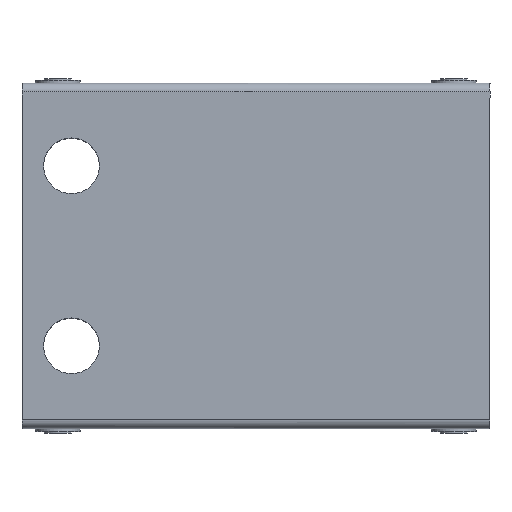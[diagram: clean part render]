
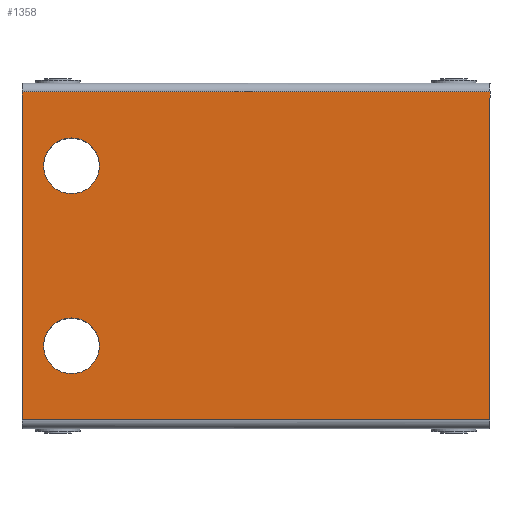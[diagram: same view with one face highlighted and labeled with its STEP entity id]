
A CAD part, top view. The second image highlights one B-rep face of the part: STEP entity #1358.
In plain terms, the highlighted planar face has unit normal (0, 0, 1).
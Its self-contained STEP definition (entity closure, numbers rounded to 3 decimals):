
#88=FACE_OUTER_BOUND('',#310,.F.);
#259=FACE_BOUND('',#308,.F.);
#260=FACE_BOUND('',#309,.F.);
#308=EDGE_LOOP('',(#561,#562));
#309=EDGE_LOOP('',(#563,#564));
#310=EDGE_LOOP('',(#565,#566,#567,#568));
#561=ORIENTED_EDGE('',*,*,#2352,.T.);
#562=ORIENTED_EDGE('',*,*,#2351,.T.);
#563=ORIENTED_EDGE('',*,*,#2348,.T.);
#564=ORIENTED_EDGE('',*,*,#2347,.T.);
#565=ORIENTED_EDGE('',*,*,#2362,.T.);
#566=ORIENTED_EDGE('',*,*,#2334,.T.);
#567=ORIENTED_EDGE('',*,*,#2380,.T.);
#568=ORIENTED_EDGE('',*,*,#2329,.T.);
#1358=ADVANCED_FACE('',(#259,#260,#88),#1524,.T.);
#1524=PLANE('',#3233);
#1642=LINE('',#4656,#1889);
#1644=LINE('',#4661,#1891);
#1652=LINE('',#4689,#1899);
#1670=LINE('',#4707,#1917);
#1889=VECTOR('',#3437,52.);
#1891=VECTOR('',#3445,52.);
#1899=VECTOR('',#3493,36.4);
#1917=VECTOR('',#3511,36.4);
#2151=CIRCLE('',#3074,3.1);
#2152=CIRCLE('',#3075,3.1);
#2155=CIRCLE('',#3078,3.1);
#2156=CIRCLE('',#3079,3.1);
#2329=EDGE_CURVE('',#2994,#2990,#1642,.T.);
#2334=EDGE_CURVE('',#2986,#2988,#1644,.T.);
#2347=EDGE_CURVE('',#2972,#2971,#2151,.T.);
#2348=EDGE_CURVE('',#2971,#2972,#2152,.T.);
#2351=EDGE_CURVE('',#2968,#2967,#2155,.T.);
#2352=EDGE_CURVE('',#2967,#2968,#2156,.T.);
#2362=EDGE_CURVE('',#2990,#2986,#1652,.T.);
#2380=EDGE_CURVE('',#2988,#2994,#1670,.T.);
#2967=VERTEX_POINT('',#4580);
#2968=VERTEX_POINT('',#4581);
#2971=VERTEX_POINT('',#4584);
#2972=VERTEX_POINT('',#4585);
#2986=VERTEX_POINT('',#4599);
#2988=VERTEX_POINT('',#4601);
#2990=VERTEX_POINT('',#4603);
#2994=VERTEX_POINT('',#4607);
#3074=AXIS2_PLACEMENT_3D('',#4674,#3470,#3471);
#3075=AXIS2_PLACEMENT_3D('',#4675,#3472,#3473);
#3078=AXIS2_PLACEMENT_3D('',#4678,#3478,#3479);
#3079=AXIS2_PLACEMENT_3D('',#4679,#3480,#3481);
#3233=AXIS2_PLACEMENT_3D('',#5064,#4019,#4020);
#3437=DIRECTION('',(-1.,0.,0.));
#3445=DIRECTION('',(1.,0.,0.));
#3470=DIRECTION('',(0.,0.,1.));
#3471=DIRECTION('',(0.,-1.,0.));
#3472=DIRECTION('',(0.,0.,1.));
#3473=DIRECTION('',(0.,1.,0.));
#3478=DIRECTION('',(0.,0.,1.));
#3479=DIRECTION('',(0.,-1.,0.));
#3480=DIRECTION('',(0.,0.,1.));
#3481=DIRECTION('',(0.,1.,0.));
#3493=DIRECTION('',(0.,1.,0.));
#3511=DIRECTION('',(0.,-1.,0.));
#4019=DIRECTION('',(0.,0.,1.));
#4020=DIRECTION('',(1.,0.,0.));
#4580=CARTESIAN_POINT('',(5.5,13.1,13.));
#4581=CARTESIAN_POINT('',(5.5,6.9,13.));
#4584=CARTESIAN_POINT('',(5.5,-6.9,13.));
#4585=CARTESIAN_POINT('',(5.5,-13.1,13.));
#4599=CARTESIAN_POINT('',(0.,18.2,13.));
#4601=CARTESIAN_POINT('',(52.,18.2,13.));
#4603=CARTESIAN_POINT('',(0.,-18.2,13.));
#4607=CARTESIAN_POINT('',(52.,-18.2,13.));
#4656=CARTESIAN_POINT('',(52.,-18.2,13.));
#4661=CARTESIAN_POINT('',(0.,18.2,13.));
#4674=CARTESIAN_POINT('',(5.5,-10.,13.));
#4675=CARTESIAN_POINT('',(5.5,-10.,13.));
#4678=CARTESIAN_POINT('',(5.5,10.,13.));
#4679=CARTESIAN_POINT('',(5.5,10.,13.));
#4689=CARTESIAN_POINT('',(0.,-18.2,13.));
#4707=CARTESIAN_POINT('',(52.,18.2,13.));
#5064=CARTESIAN_POINT('',(-0.52,-19.72,13.));
